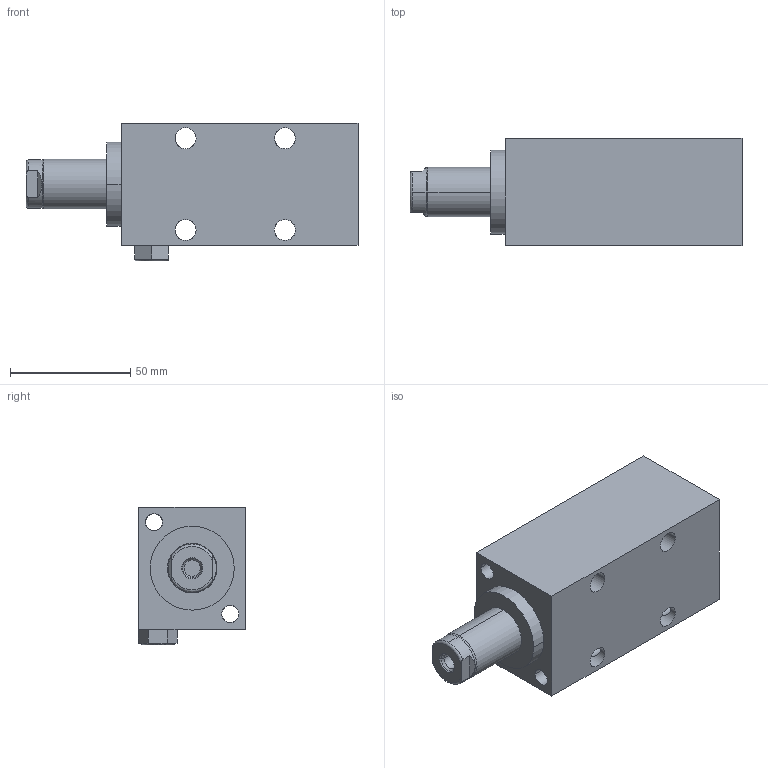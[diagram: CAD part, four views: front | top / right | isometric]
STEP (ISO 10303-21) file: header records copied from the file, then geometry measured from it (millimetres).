
FILE_DESCRIPTION((''),'2;1');
FILE_NAME('ILCM42011004','2018-07-17T',('ngp'),(''),'PRO/ENGINEER BY PARAMETRIC TECHNOLOGY CORPORATION, 2013320','PRO/ENGINEER BY PARAMETRIC TECHNOLOGY CORPORATION, 2013320','');
FILE_SCHEMA(('AUTOMOTIVE_DESIGN { 1 0 10303 214 1 1 1 1 }'));
Length unit declared in the file: millimetre
Products named in the file (1): ILCM42011004
Bounding box: 137.92 x 44.59 x 57.33 mm (x, y, z)
Volume: 219526.7 mm3; surface area: 36235.3 mm2
Topology: 1 solids, 4 shells, 100 faces, 240 edges, 146 vertices
Faces by surface type: cylinder 49, plane 37, cone 10, torus 4
Entity records: 4282 total; most frequent: CARTESIAN_POINT 834, DIRECTION 520, ORIENTED_EDGE 476, PRESENTATION_STYLE_ASSIGNMENT 264, STYLED_ITEM 242, CURVE_STYLE 240, EDGE_CURVE 240, AXIS2_PLACEMENT_3D 201
